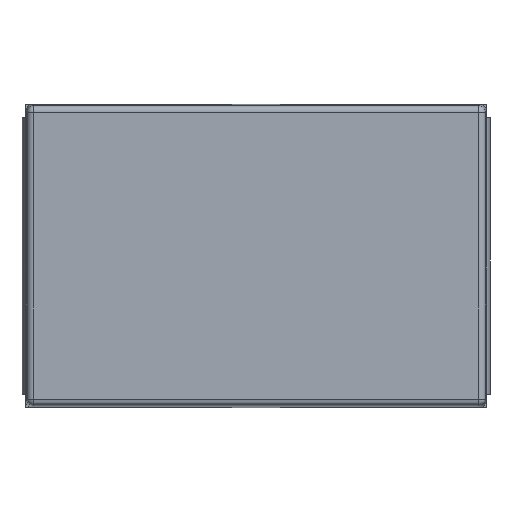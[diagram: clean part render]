
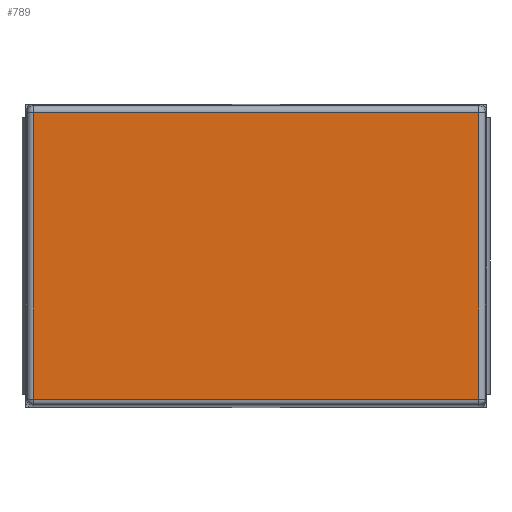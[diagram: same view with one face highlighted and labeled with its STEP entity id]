
A CAD part, top view. The second image highlights one B-rep face of the part: STEP entity #789.
In plain terms, the highlighted planar face has unit normal (0, 0, 1).
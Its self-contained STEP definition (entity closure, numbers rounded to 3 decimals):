
#16=PLANE('',#865);
#52=LINE('',#1176,#140);
#56=LINE('',#1192,#144);
#58=LINE('',#1195,#146);
#60=LINE('',#1198,#148);
#140=VECTOR('',#951,4.351);
#144=VECTOR('',#969,6.751);
#146=VECTOR('',#973,4.351);
#148=VECTOR('',#977,6.751);
#250=FACE_OUTER_BOUND('',#296,.T.);
#296=EDGE_LOOP('',(#588,#589,#590,#591));
#349=VERTEX_POINT('',#1138);
#354=VERTEX_POINT('',#1151);
#359=VERTEX_POINT('',#1164);
#364=VERTEX_POINT('',#1180);
#434=EDGE_CURVE('',#349,#359,#52,.T.);
#442=EDGE_CURVE('',#359,#364,#56,.T.);
#444=EDGE_CURVE('',#364,#354,#58,.T.);
#446=EDGE_CURVE('',#354,#349,#60,.T.);
#588=ORIENTED_EDGE('',*,*,#434,.F.);
#589=ORIENTED_EDGE('',*,*,#446,.F.);
#590=ORIENTED_EDGE('',*,*,#444,.F.);
#591=ORIENTED_EDGE('',*,*,#442,.F.);
#789=ADVANCED_FACE('',(#250),#16,.T.);
#865=AXIS2_PLACEMENT_3D('',#1220,#993,#994);
#951=DIRECTION('',(0.,1.,0.));
#969=DIRECTION('',(1.,0.,0.));
#973=DIRECTION('',(0.,-1.,0.));
#977=DIRECTION('',(-1.,0.,0.));
#993=DIRECTION('center_axis',(0.,0.,1.));
#994=DIRECTION('ref_axis',(1.,0.,0.));
#1138=CARTESIAN_POINT('',(-3.376,-2.176,1.501));
#1151=CARTESIAN_POINT('',(3.376,-2.176,1.501));
#1164=CARTESIAN_POINT('',(-3.376,2.176,1.501));
#1176=CARTESIAN_POINT('',(-3.376,1.15,1.501));
#1180=CARTESIAN_POINT('',(3.376,2.176,1.501));
#1192=CARTESIAN_POINT('',(-0.185,2.176,1.501));
#1195=CARTESIAN_POINT('',(3.376,1.05,1.501));
#1198=CARTESIAN_POINT('',(0.185,-2.176,1.501));
#1220=CARTESIAN_POINT('Origin',(0.,0.,1.501));
